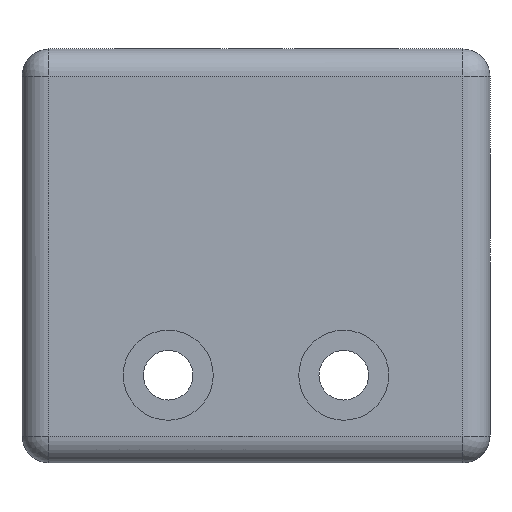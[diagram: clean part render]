
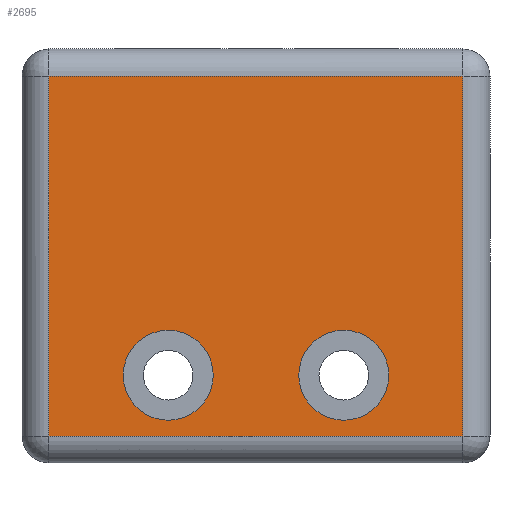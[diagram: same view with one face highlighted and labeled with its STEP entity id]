
A CAD part, front view. The second image highlights one B-rep face of the part: STEP entity #2695.
In plain terms, the highlighted planar face has unit normal (0, -1, 0).
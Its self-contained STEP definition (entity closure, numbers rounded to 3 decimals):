
#94=FACE_BOUND('',#510,.T.);
#95=FACE_BOUND('',#511,.T.);
#215=CIRCLE('',#2941,5.);
#216=CIRCLE('',#2942,5.);
#217=CIRCLE('',#2943,5.);
#218=CIRCLE('',#2944,5.);
#348=FACE_OUTER_BOUND('',#509,.T.);
#509=EDGE_LOOP('',(#2147,#2148,#2149,#2150));
#510=EDGE_LOOP('',(#2151,#2152));
#511=EDGE_LOOP('',(#2153,#2154));
#747=LINE('',#4306,#993);
#749=LINE('',#4309,#995);
#761=LINE('',#4346,#1007);
#763=LINE('',#4349,#1009);
#993=VECTOR('',#3457,10.);
#995=VECTOR('',#3461,10.);
#1007=VECTOR('',#3513,10.);
#1009=VECTOR('',#3517,10.);
#1242=VERTEX_POINT('',#4261);
#1246=VERTEX_POINT('',#4273);
#1249=VERTEX_POINT('',#4280);
#1256=VERTEX_POINT('',#4301);
#1270=VERTEX_POINT('',#4373);
#1271=VERTEX_POINT('',#4374);
#1272=VERTEX_POINT('',#4377);
#1273=VERTEX_POINT('',#4378);
#1571=EDGE_CURVE('',#1246,#1256,#747,.T.);
#1573=EDGE_CURVE('',#1256,#1249,#749,.T.);
#1593=EDGE_CURVE('',#1249,#1242,#761,.T.);
#1595=EDGE_CURVE('',#1242,#1246,#763,.T.);
#1606=EDGE_CURVE('',#1270,#1271,#215,.T.);
#1607=EDGE_CURVE('',#1271,#1270,#216,.T.);
#1608=EDGE_CURVE('',#1272,#1273,#217,.T.);
#1609=EDGE_CURVE('',#1273,#1272,#218,.T.);
#2147=ORIENTED_EDGE('',*,*,#1571,.F.);
#2148=ORIENTED_EDGE('',*,*,#1595,.F.);
#2149=ORIENTED_EDGE('',*,*,#1593,.F.);
#2150=ORIENTED_EDGE('',*,*,#1573,.F.);
#2151=ORIENTED_EDGE('',*,*,#1606,.T.);
#2152=ORIENTED_EDGE('',*,*,#1607,.T.);
#2153=ORIENTED_EDGE('',*,*,#1608,.T.);
#2154=ORIENTED_EDGE('',*,*,#1609,.T.);
#2570=PLANE('',#2940);
#2695=ADVANCED_FACE('',(#348,#94,#95),#2570,.F.);
#2940=AXIS2_PLACEMENT_3D('',#4372,#3544,#3545);
#2941=AXIS2_PLACEMENT_3D('',#4375,#3546,#3547);
#2942=AXIS2_PLACEMENT_3D('',#4376,#3548,#3549);
#2943=AXIS2_PLACEMENT_3D('',#4379,#3550,#3551);
#2944=AXIS2_PLACEMENT_3D('',#4380,#3552,#3553);
#3457=DIRECTION('',(0.,0.,1.));
#3461=DIRECTION('',(1.,0.,0.));
#3513=DIRECTION('',(0.,0.,-1.));
#3517=DIRECTION('',(-1.,0.,0.));
#3544=DIRECTION('center_axis',(0.,1.,0.));
#3545=DIRECTION('ref_axis',(0.,0.,1.));
#3546=DIRECTION('center_axis',(0.,1.,0.));
#3547=DIRECTION('ref_axis',(0.,0.,1.));
#3548=DIRECTION('center_axis',(0.,1.,0.));
#3549=DIRECTION('ref_axis',(0.,0.,1.));
#3550=DIRECTION('center_axis',(0.,1.,0.));
#3551=DIRECTION('ref_axis',(0.,0.,1.));
#3552=DIRECTION('center_axis',(0.,1.,0.));
#3553=DIRECTION('ref_axis',(0.,0.,1.));
#4261=CARTESIAN_POINT('',(23.,0.,-43.));
#4273=CARTESIAN_POINT('',(-23.,0.,-43.));
#4280=CARTESIAN_POINT('',(23.,0.,-3.));
#4301=CARTESIAN_POINT('',(-23.,0.,-3.));
#4306=CARTESIAN_POINT('',(-23.,0.,0.));
#4309=CARTESIAN_POINT('',(26.,0.,-3.));
#4346=CARTESIAN_POINT('',(23.,0.,0.));
#4349=CARTESIAN_POINT('',(26.,0.,-43.));
#4372=CARTESIAN_POINT('Origin',(26.,0.,0.));
#4373=CARTESIAN_POINT('',(-9.75,0.,-41.25));
#4374=CARTESIAN_POINT('',(-9.75,0.,-31.25));
#4375=CARTESIAN_POINT('Origin',(-9.75,0.,-36.25));
#4376=CARTESIAN_POINT('Origin',(-9.75,0.,-36.25));
#4377=CARTESIAN_POINT('',(9.75,0.,-41.25));
#4378=CARTESIAN_POINT('',(9.75,0.,-31.25));
#4379=CARTESIAN_POINT('Origin',(9.75,0.,-36.25));
#4380=CARTESIAN_POINT('Origin',(9.75,0.,-36.25));
